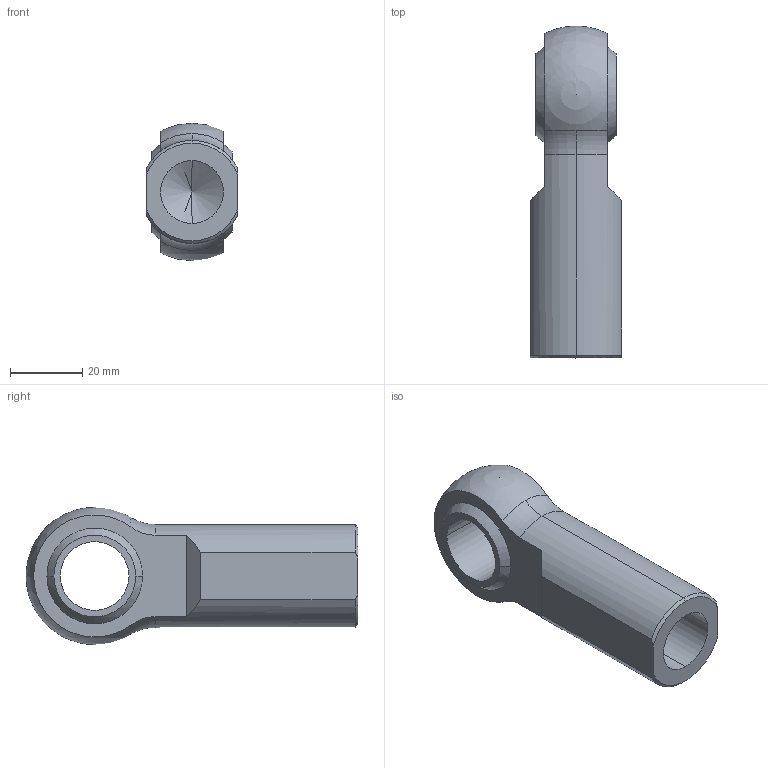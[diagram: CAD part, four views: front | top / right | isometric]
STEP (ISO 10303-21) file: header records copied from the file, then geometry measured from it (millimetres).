
FILE_DESCRIPTION (( 'STEP AP214' ), '1' );
FILE_NAME ('SRM075.STEP', '2008-02-20T14:12:54', ( ' ' ), ( '' ), 'SwSTEP 2.0', 'SolidWorks 2007', '' );
FILE_SCHEMA (( 'AUTOMOTIVE_DESIGN' ));
Length unit declared in the file: inch
Products named in the file (1): SRM075
Bounding box: 25.4 x 92.08 x 38.1 mm (x, y, z)
Volume: 36103.8 mm3; surface area: 12637.3 mm2
Topology: 1 solids, 1 shells, 30 faces, 79 edges, 50 vertices
Faces by surface type: plane 9, cylinder 7, sphere 6, cone 5, torus 3
Entity records: 979 total; most frequent: CARTESIAN_POINT 210, DIRECTION 160, ORIENTED_EDGE 144, EDGE_CURVE 72, AXIS2_PLACEMENT_3D 69, VERTEX_POINT 47, CIRCLE 38, EDGE_LOOP 35
